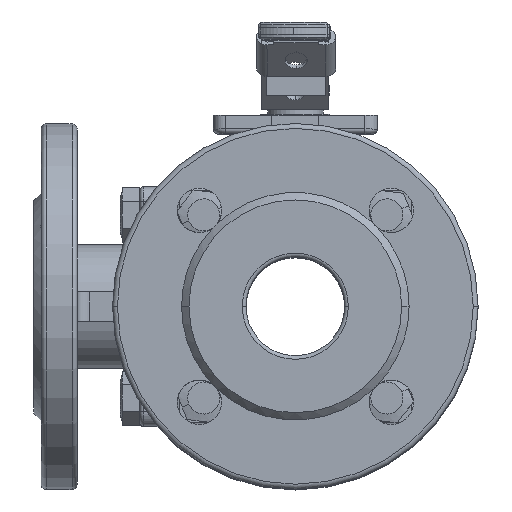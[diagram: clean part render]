
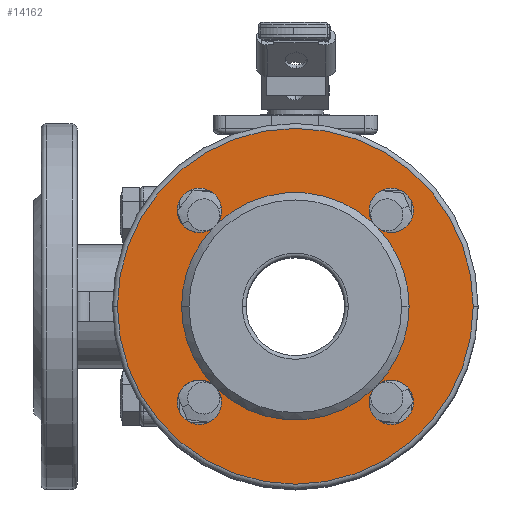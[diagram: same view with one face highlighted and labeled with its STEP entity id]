
A CAD part, top view. The second image highlights one B-rep face of the part: STEP entity #14162.
In plain terms, the highlighted face is planar.
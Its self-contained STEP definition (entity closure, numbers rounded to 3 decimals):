
#465=PLANE('',#15988);
#1537=CIRCLE('',#15876,72.121);
#1570=CIRCLE('',#15922,9.);
#1571=CIRCLE('',#15923,9.);
#1573=CIRCLE('',#15926,9.);
#1574=CIRCLE('',#15927,9.);
#1576=CIRCLE('',#15930,9.);
#1578=CIRCLE('',#15933,9.);
#1606=CIRCLE('',#15989,46.121);
#1607=CIRCLE('',#15990,46.121);
#1608=CIRCLE('',#15991,9.);
#1609=CIRCLE('',#15992,46.121);
#1610=CIRCLE('',#15993,9.);
#1611=CIRCLE('',#15994,46.121);
#1612=CIRCLE('',#15995,46.121);
#1613=CIRCLE('',#15996,9.);
#1614=CIRCLE('',#15997,9.);
#1615=CIRCLE('',#15998,46.121);
#1616=CIRCLE('',#15999,9.);
#1617=CIRCLE('',#16000,9.);
#1618=CIRCLE('',#16001,72.121);
#4268=ORIENTED_EDGE('',*,*,#7310,.T.);
#4269=ORIENTED_EDGE('',*,*,#7311,.T.);
#4270=ORIENTED_EDGE('',*,*,#7216,.T.);
#4271=ORIENTED_EDGE('',*,*,#7312,.T.);
#4272=ORIENTED_EDGE('',*,*,#7218,.T.);
#4273=ORIENTED_EDGE('',*,*,#7313,.T.);
#4274=ORIENTED_EDGE('',*,*,#7222,.T.);
#4275=ORIENTED_EDGE('',*,*,#7314,.T.);
#4276=ORIENTED_EDGE('',*,*,#7224,.T.);
#4277=ORIENTED_EDGE('',*,*,#7315,.T.);
#4278=ORIENTED_EDGE('',*,*,#7316,.T.);
#4279=ORIENTED_EDGE('',*,*,#7317,.T.);
#4280=ORIENTED_EDGE('',*,*,#7228,.T.);
#4281=ORIENTED_EDGE('',*,*,#7318,.T.);
#4282=ORIENTED_EDGE('',*,*,#7319,.T.);
#4283=ORIENTED_EDGE('',*,*,#7320,.T.);
#4284=ORIENTED_EDGE('',*,*,#7232,.T.);
#4285=ORIENTED_EDGE('',*,*,#7321,.T.);
#4286=ORIENTED_EDGE('',*,*,#7172,.T.);
#4287=ORIENTED_EDGE('',*,*,#7322,.T.);
#7172=EDGE_CURVE('',#8885,#8883,#1537,.T.);
#7216=EDGE_CURVE('',#8921,#8919,#1570,.T.);
#7218=EDGE_CURVE('',#8923,#8922,#1571,.T.);
#7222=EDGE_CURVE('',#8927,#8925,#1573,.T.);
#7224=EDGE_CURVE('',#8929,#8928,#1574,.T.);
#7228=EDGE_CURVE('',#8933,#8931,#1576,.T.);
#7232=EDGE_CURVE('',#8937,#8935,#1578,.T.);
#7310=EDGE_CURVE('',#8985,#8986,#1606,.T.);
#7311=EDGE_CURVE('',#8986,#8921,#1607,.T.);
#7312=EDGE_CURVE('',#8919,#8923,#1608,.T.);
#7313=EDGE_CURVE('',#8922,#8927,#1609,.T.);
#7314=EDGE_CURVE('',#8925,#8929,#1610,.T.);
#7315=EDGE_CURVE('',#8928,#8987,#1611,.T.);
#7316=EDGE_CURVE('',#8987,#8988,#1612,.T.);
#7317=EDGE_CURVE('',#8988,#8933,#1613,.T.);
#7318=EDGE_CURVE('',#8931,#8989,#1614,.T.);
#7319=EDGE_CURVE('',#8989,#8990,#1615,.T.);
#7320=EDGE_CURVE('',#8990,#8937,#1616,.T.);
#7321=EDGE_CURVE('',#8935,#8985,#1617,.T.);
#7322=EDGE_CURVE('',#8883,#8885,#1618,.T.);
#8883=VERTEX_POINT('',#27318);
#8885=VERTEX_POINT('',#27321);
#8919=VERTEX_POINT('',#27411);
#8921=VERTEX_POINT('',#27414);
#8922=VERTEX_POINT('',#27419);
#8923=VERTEX_POINT('',#27421);
#8925=VERTEX_POINT('',#27427);
#8927=VERTEX_POINT('',#27430);
#8928=VERTEX_POINT('',#27435);
#8929=VERTEX_POINT('',#27437);
#8931=VERTEX_POINT('',#27443);
#8933=VERTEX_POINT('',#27446);
#8935=VERTEX_POINT('',#27452);
#8937=VERTEX_POINT('',#27455);
#8985=VERTEX_POINT('',#27609);
#8986=VERTEX_POINT('',#27610);
#8987=VERTEX_POINT('',#27616);
#8988=VERTEX_POINT('',#27618);
#8989=VERTEX_POINT('',#27621);
#8990=VERTEX_POINT('',#27623);
#12358=EDGE_LOOP('',(#4268,#4269,#4270,#4271,#4272,#4273,#4274,#4275,#4276,
#4277,#4278,#4279,#4280,#4281,#4282,#4283,#4284,#4285));
#12359=EDGE_LOOP('',(#4286,#4287));
#13269=FACE_BOUND('',#12358,.T.);
#13270=FACE_BOUND('',#12359,.T.);
#14162=ADVANCED_FACE('',(#13269,#13270),#465,.F.);
#15876=AXIS2_PLACEMENT_3D('',#27320,#18467,#18468);
#15922=AXIS2_PLACEMENT_3D('',#27413,#18570,#18571);
#15923=AXIS2_PLACEMENT_3D('',#27420,#18572,#18573);
#15926=AXIS2_PLACEMENT_3D('',#27429,#18580,#18581);
#15927=AXIS2_PLACEMENT_3D('',#27436,#18582,#18583);
#15930=AXIS2_PLACEMENT_3D('',#27445,#18590,#18591);
#15933=AXIS2_PLACEMENT_3D('',#27454,#18598,#18599);
#15988=AXIS2_PLACEMENT_3D('',#27607,#18758,#18759);
#15989=AXIS2_PLACEMENT_3D('',#27608,#18760,#18761);
#15990=AXIS2_PLACEMENT_3D('',#27611,#18762,#18763);
#15991=AXIS2_PLACEMENT_3D('',#27612,#18764,#18765);
#15992=AXIS2_PLACEMENT_3D('',#27613,#18766,#18767);
#15993=AXIS2_PLACEMENT_3D('',#27614,#18768,#18769);
#15994=AXIS2_PLACEMENT_3D('',#27615,#18770,#18771);
#15995=AXIS2_PLACEMENT_3D('',#27617,#18772,#18773);
#15996=AXIS2_PLACEMENT_3D('',#27619,#18774,#18775);
#15997=AXIS2_PLACEMENT_3D('',#27620,#18776,#18777);
#15998=AXIS2_PLACEMENT_3D('',#27622,#18778,#18779);
#15999=AXIS2_PLACEMENT_3D('',#27624,#18780,#18781);
#16000=AXIS2_PLACEMENT_3D('',#27625,#18782,#18783);
#16001=AXIS2_PLACEMENT_3D('',#27626,#18784,#18785);
#18467=DIRECTION('',(1.,0.,0.));
#18468=DIRECTION('',(0.,0.,1.));
#18570=DIRECTION('',(-1.,0.,0.));
#18571=DIRECTION('',(0.,0.,1.));
#18572=DIRECTION('',(-1.,0.,0.));
#18573=DIRECTION('',(0.,0.,1.));
#18580=DIRECTION('',(-1.,0.,0.));
#18581=DIRECTION('',(0.,0.,1.));
#18582=DIRECTION('',(-1.,0.,0.));
#18583=DIRECTION('',(0.,0.,1.));
#18590=DIRECTION('',(-1.,0.,0.));
#18591=DIRECTION('',(0.,0.,1.));
#18598=DIRECTION('',(-1.,0.,0.));
#18599=DIRECTION('',(0.,0.,1.));
#18758=DIRECTION('',(-1.,0.,0.));
#18759=DIRECTION('',(0.,0.,1.));
#18760=DIRECTION('',(-1.,0.,0.));
#18761=DIRECTION('',(0.,0.,1.));
#18762=DIRECTION('',(-1.,0.,0.));
#18763=DIRECTION('',(0.,0.,1.));
#18764=DIRECTION('',(-1.,0.,0.));
#18765=DIRECTION('',(0.,0.,1.));
#18766=DIRECTION('',(-1.,0.,0.));
#18767=DIRECTION('',(0.,0.,1.));
#18768=DIRECTION('',(-1.,0.,0.));
#18769=DIRECTION('',(0.,0.,1.));
#18770=DIRECTION('',(-1.,0.,0.));
#18771=DIRECTION('',(0.,0.,1.));
#18772=DIRECTION('',(-1.,0.,0.));
#18773=DIRECTION('',(0.,0.,1.));
#18774=DIRECTION('',(-1.,0.,0.));
#18775=DIRECTION('',(0.,0.,1.));
#18776=DIRECTION('',(-1.,0.,0.));
#18777=DIRECTION('',(0.,0.,1.));
#18778=DIRECTION('',(-1.,0.,0.));
#18779=DIRECTION('',(0.,0.,1.));
#18780=DIRECTION('',(-1.,0.,0.));
#18781=DIRECTION('',(0.,0.,1.));
#18782=DIRECTION('',(-1.,0.,0.));
#18783=DIRECTION('',(0.,0.,1.));
#18784=DIRECTION('',(1.,0.,0.));
#18785=DIRECTION('',(0.,0.,1.));
#27318=CARTESIAN_POINT('',(-2.121,0.,-72.121));
#27320=CARTESIAN_POINT('',(-2.121,0.,0.));
#27321=CARTESIAN_POINT('',(-2.121,0.,72.121));
#27411=CARTESIAN_POINT('',(-2.121,-38.891,-47.891));
#27413=CARTESIAN_POINT('',(-2.121,-38.891,-38.891));
#27414=CARTESIAN_POINT('',(-2.121,-31.645,-33.552));
#27419=CARTESIAN_POINT('',(-2.121,-33.552,-31.645));
#27420=CARTESIAN_POINT('',(-2.121,-38.891,-38.891));
#27421=CARTESIAN_POINT('',(-2.121,-38.891,-29.891));
#27427=CARTESIAN_POINT('',(-2.121,-38.891,29.891));
#27429=CARTESIAN_POINT('',(-2.121,-38.891,38.891));
#27430=CARTESIAN_POINT('',(-2.121,-33.552,31.645));
#27435=CARTESIAN_POINT('',(-2.121,-31.645,33.552));
#27436=CARTESIAN_POINT('',(-2.121,-38.891,38.891));
#27437=CARTESIAN_POINT('',(-2.121,-38.891,47.891));
#27443=CARTESIAN_POINT('',(-2.121,38.891,29.891));
#27445=CARTESIAN_POINT('',(-2.121,38.891,38.891));
#27446=CARTESIAN_POINT('',(-2.121,38.891,47.891));
#27452=CARTESIAN_POINT('',(-2.121,38.891,-47.891));
#27454=CARTESIAN_POINT('',(-2.121,38.891,-38.891));
#27455=CARTESIAN_POINT('',(-2.121,38.891,-29.891));
#27607=CARTESIAN_POINT('',(-2.121,0.,-46.121));
#27608=CARTESIAN_POINT('',(-2.121,0.,0.));
#27609=CARTESIAN_POINT('',(-2.121,31.645,-33.552));
#27610=CARTESIAN_POINT('',(-2.121,0.,-46.121));
#27611=CARTESIAN_POINT('',(-2.121,0.,0.));
#27612=CARTESIAN_POINT('',(-2.121,-38.891,-38.891));
#27613=CARTESIAN_POINT('',(-2.121,0.,0.));
#27614=CARTESIAN_POINT('',(-2.121,-38.891,38.891));
#27615=CARTESIAN_POINT('',(-2.121,0.,0.));
#27616=CARTESIAN_POINT('',(-2.121,0.,46.121));
#27617=CARTESIAN_POINT('',(-2.121,0.,0.));
#27618=CARTESIAN_POINT('',(-2.121,31.645,33.552));
#27619=CARTESIAN_POINT('',(-2.121,38.891,38.891));
#27620=CARTESIAN_POINT('',(-2.121,38.891,38.891));
#27621=CARTESIAN_POINT('',(-2.121,33.552,31.645));
#27622=CARTESIAN_POINT('',(-2.121,0.,0.));
#27623=CARTESIAN_POINT('',(-2.121,33.552,-31.645));
#27624=CARTESIAN_POINT('',(-2.121,38.891,-38.891));
#27625=CARTESIAN_POINT('',(-2.121,38.891,-38.891));
#27626=CARTESIAN_POINT('',(-2.121,0.,0.));
